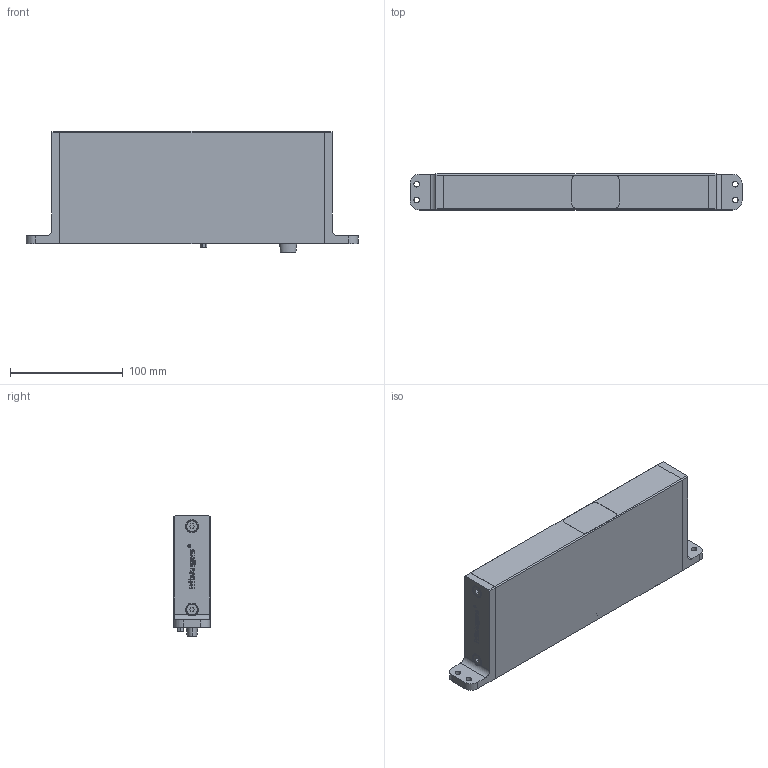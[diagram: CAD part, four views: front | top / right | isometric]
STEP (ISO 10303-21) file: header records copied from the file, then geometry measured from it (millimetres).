
FILE_DESCRIPTION (( 'STEP AP214' ), '1' );
FILE_NAME ('100332 SCAA-SCA-SCB-SCC-SCD-SCE System M32.STEP', '2020-05-29T15:01:44', ( '' ), ( '' ), 'SwSTEP 2.0', 'SolidWorks 2020', '' );
FILE_SCHEMA (( 'AUTOMOTIVE_DESIGN' ));
Length unit declared in the file: millimetre
Products named in the file (1): 100332 SCAA-SCA-SCB-SCC-SCD-SCE System M32
Bounding box: 294.7 x 32 x 107.6 mm (x, y, z)
Volume: 800352.3 mm3; surface area: 77800 mm2
Topology: 2 solids, 2 shells, 710 faces, 1883 edges, 1235 vertices
Faces by surface type: plane 330, cylinder 324, cone 44, torus 8, bspline 4
Entity records: 23084 total; most frequent: CARTESIAN_POINT 4806, DIRECTION 3953, ORIENTED_EDGE 3746, EDGE_CURVE 1873, AXIS2_PLACEMENT_3D 1403, VERTEX_POINT 1235, VECTOR 1147, LINE 1147
